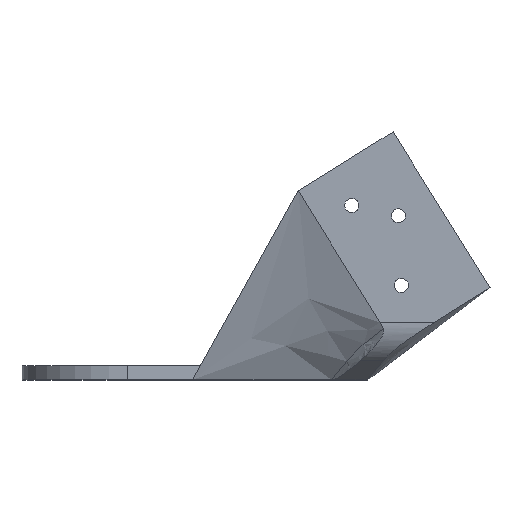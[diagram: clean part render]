
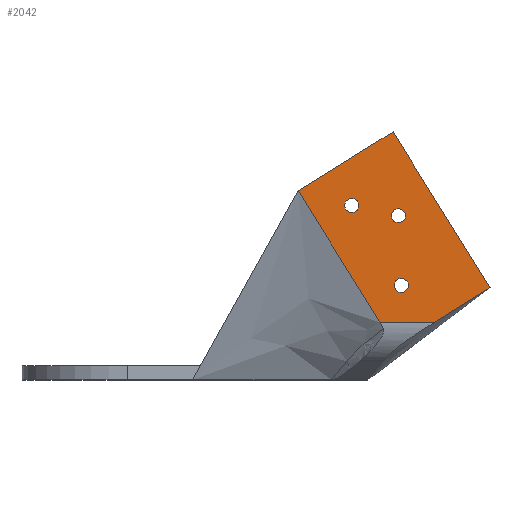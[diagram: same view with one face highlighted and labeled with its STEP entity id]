
A CAD part, top view. The second image highlights one B-rep face of the part: STEP entity #2042.
In plain terms, the highlighted planar face has unit normal (0, 0, 1).
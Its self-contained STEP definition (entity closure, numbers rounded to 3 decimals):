
#14 = AXIS2_PLACEMENT_3D ( 'NONE', #1111, #1330, #504 ) ;
#50 = EDGE_LOOP ( 'NONE', ( #2427, #1653 ) ) ;
#104 = ORIENTED_EDGE ( 'NONE', *, *, #1639, .T. ) ;
#155 = CARTESIAN_POINT ( 'NONE',  ( 56.967, 20.131, 32.5 ) ) ;
#168 = VECTOR ( 'NONE', #1854, 1000. ) ;
#179 = CARTESIAN_POINT ( 'NONE',  ( 68.692, 14.231, 32.5 ) ) ;
#220 = EDGE_CURVE ( 'NONE', #1587, #1931, #1666, .T. ) ;
#226 = DIRECTION ( 'NONE',  ( -1., 0., 0. ) ) ;
#239 = EDGE_CURVE ( 'NONE', #852, #1563, #963, .T. ) ;
#243 = LINE ( 'NONE', #2224, #168 ) ;
#249 = VERTEX_POINT ( 'NONE', #1680 ) ;
#316 = DIRECTION ( 'NONE',  ( -0.528, 0.849, 0. ) ) ;
#348 = CARTESIAN_POINT ( 'NONE',  ( 75.02, 18.162, 32.5 ) ) ;
#373 = CARTESIAN_POINT ( 'NONE',  ( 77.382, 19.63, 32.5 ) ) ;
#374 = EDGE_LOOP ( 'NONE', ( #2505, #1659 ) ) ;
#390 = EDGE_CURVE ( 'NONE', #2395, #606, #1062, .T. ) ;
#401 = CARTESIAN_POINT ( 'NONE',  ( 70.296, 15.227, 32.5 ) ) ;
#443 = DIRECTION ( 'NONE',  ( 0., 0., 1. ) ) ;
#488 = VERTEX_POINT ( 'NONE', #2377 ) ;
#504 = DIRECTION ( 'NONE',  ( 1., 0., 0. ) ) ;
#513 = FACE_BOUND ( 'NONE', #374, .T. ) ;
#532 = LINE ( 'NONE', #720, #1648 ) ;
#576 = VERTEX_POINT ( 'NONE', #2364 ) ;
#597 = DIRECTION ( 'NONE',  ( 1., 0., 0. ) ) ;
#606 = VERTEX_POINT ( 'NONE', #733 ) ;
#674 = CIRCLE ( 'NONE', #2498, 1.506 ) ;
#681 = DIRECTION ( 'NONE',  ( 0., 0., 1. ) ) ;
#710 = CARTESIAN_POINT ( 'NONE',  ( 53.92, 12.237, 32.5 ) ) ;
#715 = DIRECTION ( 'NONE',  ( 0., 0., 1. ) ) ;
#720 = CARTESIAN_POINT ( 'NONE',  ( 56.7, 52.917, 32.5 ) ) ;
#733 = CARTESIAN_POINT ( 'NONE',  ( 49.381, 37.19, 32.5 ) ) ;
#735 = EDGE_CURVE ( 'NONE', #576, #488, #532, .T. ) ;
#736 = CARTESIAN_POINT ( 'NONE',  ( 67.088, 13.234, 32.5 ) ) ;
#772 = CARTESIAN_POINT ( 'NONE',  ( 59.341, 35.022, 32.5 ) ) ;
#800 = CIRCLE ( 'NONE', #2079, 1.506 ) ;
#852 = VERTEX_POINT ( 'NONE', #155 ) ;
#908 = CARTESIAN_POINT ( 'NONE',  ( 0., 0., 32.5 ) ) ;
#963 = CIRCLE ( 'NONE', #2321, 1.506 ) ;
#977 = B_SPLINE_CURVE_WITH_KNOTS ( 'NONE', 3,
 ( #1342, #1947, #348, #373 ),
 .UNSPECIFIED., .F., .F.,
 ( 4, 4 ),
 ( 0., 1. ),
 .UNSPECIFIED. ) ;
#987 = CARTESIAN_POINT ( 'NONE',  ( 59.98, 20.131, 32.5 ) ) ;
#1036 = DIRECTION ( 'NONE',  ( 1., 0., 0. ) ) ;
#1052 = EDGE_CURVE ( 'NONE', #488, #2225, #243, .T. ) ;
#1060 = ORIENTED_EDGE ( 'NONE', *, *, #735, .T. ) ;
#1062 = CIRCLE ( 'NONE', #2197, 1.506 ) ;
#1086 = CARTESIAN_POINT ( 'NONE',  ( 47.875, 37.19, 32.5 ) ) ;
#1104 = CARTESIAN_POINT ( 'NONE',  ( 36.459, 40.341, 32.5 ) ) ;
#1111 = CARTESIAN_POINT ( 'NONE',  ( 57.835, 35.022, 32.5 ) ) ;
#1129 = CIRCLE ( 'NONE', #14, 1.506 ) ;
#1142 = CARTESIAN_POINT ( 'NONE',  ( 42.279, 30.973, 32.5 ) ) ;
#1143 = ORIENTED_EDGE ( 'NONE', *, *, #239, .F. ) ;
#1156 = CARTESIAN_POINT ( 'NONE',  ( 65.484, 12.237, 32.5 ) ) ;
#1182 = DIRECTION ( 'NONE',  ( 1., 0., 0. ) ) ;
#1199 = CARTESIAN_POINT ( 'NONE',  ( 0., 12.237, 32.5 ) ) ;
#1203 = EDGE_CURVE ( 'NONE', #1563, #852, #674, .T. ) ;
#1230 = ORIENTED_EDGE ( 'NONE', *, *, #1566, .T. ) ;
#1280 = EDGE_LOOP ( 'NONE', ( #1143, #1747 ) ) ;
#1330 = DIRECTION ( 'NONE',  ( 0., 0., 1. ) ) ;
#1342 = CARTESIAN_POINT ( 'NONE',  ( 70.296, 15.227, 32.5 ) ) ;
#1382 = CARTESIAN_POINT ( 'NONE',  ( 47.875, 37.19, 32.5 ) ) ;
#1430 = ORIENTED_EDGE ( 'NONE', *, *, #220, .F. ) ;
#1463 = DIRECTION ( 'NONE',  ( 0., 0., 1. ) ) ;
#1504 = EDGE_CURVE ( 'NONE', #606, #2395, #2596, .T. ) ;
#1529 = EDGE_CURVE ( 'NONE', #2225, #1931, #2287, .T. ) ;
#1563 = VERTEX_POINT ( 'NONE', #987 ) ;
#1566 = EDGE_CURVE ( 'NONE', #2389, #576, #977, .T. ) ;
#1587 = VERTEX_POINT ( 'NONE', #1156 ) ;
#1603 = DIRECTION ( 'NONE',  ( 0., 0., 1. ) ) ;
#1604 = CARTESIAN_POINT ( 'NONE',  ( 58.474, 20.131, 32.5 ) ) ;
#1639 = EDGE_CURVE ( 'NONE', #1587, #2389, #2403, .T. ) ;
#1648 = VECTOR ( 'NONE', #316, 1000. ) ;
#1653 = ORIENTED_EDGE ( 'NONE', *, *, #2211, .F. ) ;
#1659 = ORIENTED_EDGE ( 'NONE', *, *, #1504, .F. ) ;
#1666 = LINE ( 'NONE', #1199, #1873 ) ;
#1680 = CARTESIAN_POINT ( 'NONE',  ( 56.328, 35.022, 32.5 ) ) ;
#1683 = AXIS2_PLACEMENT_3D ( 'NONE', #1382, #1603, #1182 ) ;
#1691 = DIRECTION ( 'NONE',  ( 0., 0., 1. ) ) ;
#1713 = PLANE ( 'NONE',  #2572 ) ;
#1747 = ORIENTED_EDGE ( 'NONE', *, *, #1203, .F. ) ;
#1803 = CARTESIAN_POINT ( 'NONE',  ( 65.484, 12.237, 32.5 ) ) ;
#1853 = CARTESIAN_POINT ( 'NONE',  ( 70.296, 15.227, 32.5 ) ) ;
#1854 = DIRECTION ( 'NONE',  ( -0.849, -0.528, 0. ) ) ;
#1873 = VECTOR ( 'NONE', #226, 1000. ) ;
#1905 = DIRECTION ( 'NONE',  ( 1., 0., 0. ) ) ;
#1924 = DIRECTION ( 'NONE',  ( -1., 0., 0. ) ) ;
#1931 = VERTEX_POINT ( 'NONE', #710 ) ;
#1947 = CARTESIAN_POINT ( 'NONE',  ( 72.658, 16.695, 32.5 ) ) ;
#1973 = CARTESIAN_POINT ( 'NONE',  ( 53.92, 12.237, 32.5 ) ) ;
#2001 = CARTESIAN_POINT ( 'NONE',  ( 48.1, 21.605, 32.5 ) ) ;
#2042 = ADVANCED_FACE ( 'NONE', ( #2315, #2536, #2506, #513 ), #1713, .T. ) ;
#2079 = AXIS2_PLACEMENT_3D ( 'NONE', #2527, #715, #2328 ) ;
#2197 = AXIS2_PLACEMENT_3D ( 'NONE', #1086, #681, #1905 ) ;
#2211 = EDGE_CURVE ( 'NONE', #2465, #249, #1129, .T. ) ;
#2224 = CARTESIAN_POINT ( 'NONE',  ( 36.459, 40.341, 32.5 ) ) ;
#2225 = VERTEX_POINT ( 'NONE', #1104 ) ;
#2251 = EDGE_CURVE ( 'NONE', #249, #2465, #800, .T. ) ;
#2258 = CARTESIAN_POINT ( 'NONE',  ( 46.368, 37.19, 32.5 ) ) ;
#2287 = B_SPLINE_CURVE_WITH_KNOTS ( 'NONE', 3,
 ( #2563, #1142, #2001, #1973 ),
 .UNSPECIFIED., .F., .F.,
 ( 4, 4 ),
 ( 0., 0.844 ),
 .UNSPECIFIED. ) ;
#2293 = ORIENTED_EDGE ( 'NONE', *, *, #1529, .T. ) ;
#2303 = EDGE_LOOP ( 'NONE', ( #104, #1230, #1060, #2304, #2293, #1430 ) ) ;
#2304 = ORIENTED_EDGE ( 'NONE', *, *, #1052, .T. ) ;
#2315 = FACE_OUTER_BOUND ( 'NONE', #2303, .T. ) ;
#2321 = AXIS2_PLACEMENT_3D ( 'NONE', #1604, #443, #597 ) ;
#2328 = DIRECTION ( 'NONE',  ( 1., 0., 0. ) ) ;
#2364 = CARTESIAN_POINT ( 'NONE',  ( 77.382, 19.63, 32.5 ) ) ;
#2377 = CARTESIAN_POINT ( 'NONE',  ( 56.7, 52.917, 32.5 ) ) ;
#2389 = VERTEX_POINT ( 'NONE', #1853 ) ;
#2395 = VERTEX_POINT ( 'NONE', #2258 ) ;
#2403 = B_SPLINE_CURVE_WITH_KNOTS ( 'NONE', 3,
 ( #1803, #736, #179, #401 ),
 .UNSPECIFIED., .F., .F.,
 ( 4, 4 ),
 ( 0.274, 1. ),
 .UNSPECIFIED. ) ;
#2427 = ORIENTED_EDGE ( 'NONE', *, *, #2251, .F. ) ;
#2465 = VERTEX_POINT ( 'NONE', #772 ) ;
#2473 = CARTESIAN_POINT ( 'NONE',  ( 58.474, 20.131, 32.5 ) ) ;
#2498 = AXIS2_PLACEMENT_3D ( 'NONE', #2473, #1463, #1036 ) ;
#2505 = ORIENTED_EDGE ( 'NONE', *, *, #390, .F. ) ;
#2506 = FACE_BOUND ( 'NONE', #1280, .T. ) ;
#2527 = CARTESIAN_POINT ( 'NONE',  ( 57.835, 35.022, 32.5 ) ) ;
#2536 = FACE_BOUND ( 'NONE', #50, .T. ) ;
#2563 = CARTESIAN_POINT ( 'NONE',  ( 36.459, 40.341, 32.5 ) ) ;
#2572 = AXIS2_PLACEMENT_3D ( 'NONE', #908, #1691, #1924 ) ;
#2596 = CIRCLE ( 'NONE', #1683, 1.506 ) ;
